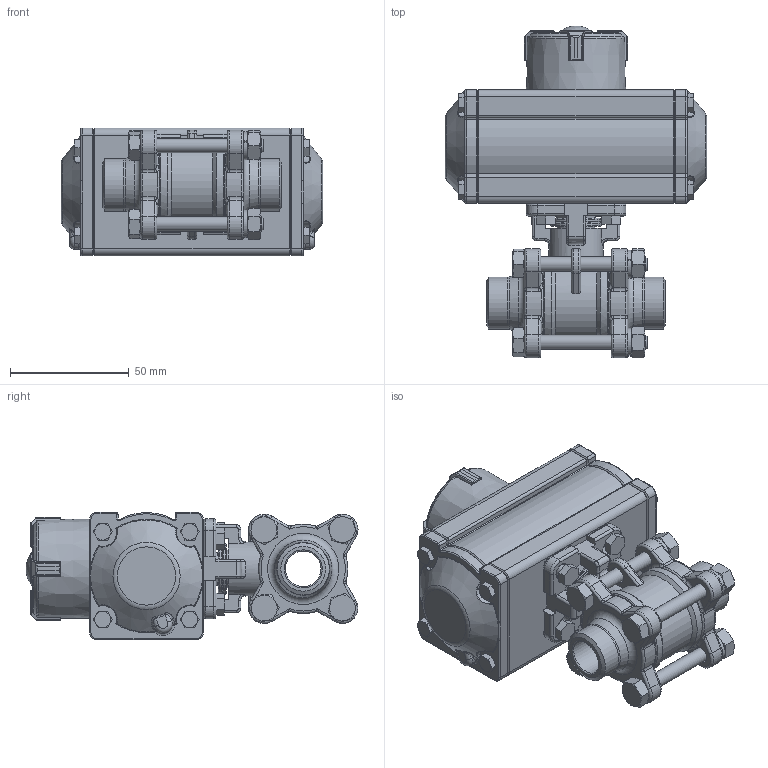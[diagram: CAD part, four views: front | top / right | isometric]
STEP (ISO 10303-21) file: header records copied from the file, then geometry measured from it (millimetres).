
FILE_DESCRIPTION(/* description */ ('Unknown'),/* implementation_level */ '2;1');
FILE_NAME(/* name */ 'DW01 9325-04',/* time_stamp */ '2022-11-08T12:24:02+01:00',/* author */ ('Unknown'),/* organization */ ('Unknown'),/* preprocessor_version */ 'ST-DEVELOPER v16.7',/* originating_system */ 'Solid Edge',/* authorisation */ 'Unknown');
FILE_SCHEMA (('AUTOMOTIVE_DESIGN {1 0 10303 214 3 1 1}'));
Length unit declared in the file: millimetre
Products named in the file (9): DW09-8.122.015; 8.122.015; DW01_(DW09); KP-35; cup head nib bolts with large head gb_GB_FASTENER_BOLT_CHNBW M6X25-N; ________(___________; _____________; ______; DIN558 M5x12
Assembly tree (13 placements, depth 3):
  DW09-8.122.015
    8.122.015
    DW01_(DW09)
      KP-35
      cup head nib bolts with large head gb_GB_FASTENER_BOLT_CHNBW M6X25-N
      ________(___________  x2
      _____________  x2
      ______
    DIN558 M5x12  x4
Bounding box: 110 x 139.65 x 53.8 mm (x, y, z)
Volume: 332497.9 mm3; surface area: 77850.2 mm2
Topology: 12 solids, 14 shells, 1760 faces, 4369 edges, 2643 vertices
Faces by surface type: plane 610, cylinder 472, bspline 310, cone 193, torus 166, sphere 9
Full cylindrical faces by diameter (mm): 1.8 x2, 3 x16, 3.3 x8, 4.2 x12, 4.66 x1, 5 x9, 6 x9, 6.2 x1, 7 x10, 8.8 x2, 9.7 x1, 11.9 x1, 12.9 x1, 15 x1, 15.7 x1, 16 x1, 18 x1, 19.6 x1, 20 x1, 21.2 x1, 22 x2, 23 x1, 27 x1, 27.5 x1, 37.5 x2, 38.5 x1
Entity records: 71758 total; most frequent: CARTESIAN_POINT 31339, ORIENTED_EDGE 7366, DIRECTION 6470, EDGE_CURVE 3683, AXIS2_PLACEMENT_3D 2488, VERTEX_POINT 2343, FACE_BOUND 1856, EDGE_LOOP 1838
